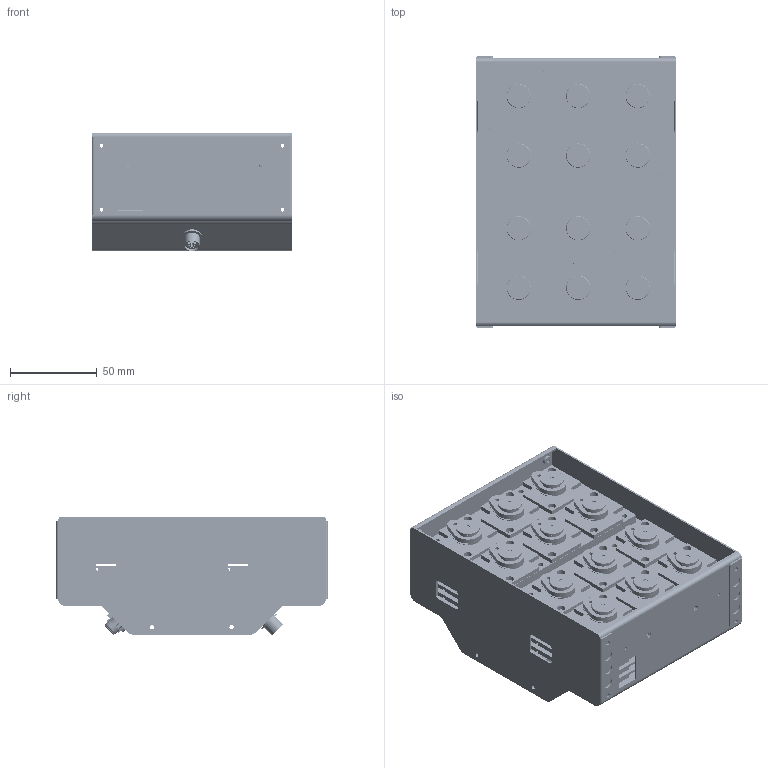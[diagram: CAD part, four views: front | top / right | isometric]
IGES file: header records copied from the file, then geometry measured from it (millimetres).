
Start section: SolidWorks IGES file using analytic representation for surfaces
Global section: file name: micro MCA2 envelope.IGS; native system: SolidWorks 2014; preprocessor: SolidWorks 2014; author: Steve; date: 160208.131758; units: inch
Bounding box: 115.57 x 156.51 x 68.44 mm (x, y, z)
Surface area: 321542.8 mm2 (no closed solid volume)
Topology: 0 solids, 0 shells, 2406 faces, 39889 edges, 39886 vertices
Faces by surface type: revolution 1288, bspline 1118
